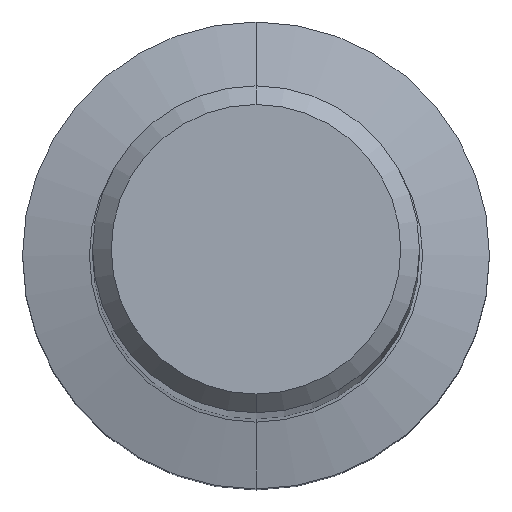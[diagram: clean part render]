
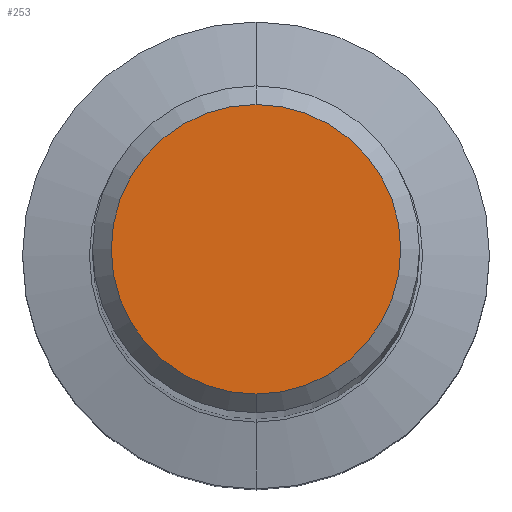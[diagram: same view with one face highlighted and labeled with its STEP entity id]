
A CAD part, top view. The second image highlights one B-rep face of the part: STEP entity #253.
In plain terms, the highlighted planar face has unit normal (0, 0, 1).
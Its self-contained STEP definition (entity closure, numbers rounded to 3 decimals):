
#187=VERTEX_POINT('',#394);
#205=EDGE_CURVE('',#245,#187,#414,.T.);
#245=VERTEX_POINT('',#460);
#253=ADVANCED_FACE('',(#469),#470,.T.);
#297=EDGE_CURVE('',#187,#245,#520,.T.);
#394=CARTESIAN_POINT('',(0.,-3.1,0.0));
#414=CIRCLE('',#653,3.1);
#460=CARTESIAN_POINT('',(0.0,3.1,0.0));
#469=FACE_OUTER_BOUND('',#727,.T.);
#470=PLANE('',#728);
#520=CIRCLE('',#793,3.1);
#653=AXIS2_PLACEMENT_3D('',#920,#921,#922);
#727=EDGE_LOOP('',(#985,#986));
#728=AXIS2_PLACEMENT_3D('',#987,#988,#989);
#793=AXIS2_PLACEMENT_3D('',#1060,#1061,#1062);
#920=CARTESIAN_POINT('',(0.0,0.0,0.0));
#921=DIRECTION('',(0.0,0.0,-1.0));
#922=DIRECTION('',(0.0,1.0,0.0));
#985=ORIENTED_EDGE('',*,*,#205,.F.);
#986=ORIENTED_EDGE('',*,*,#297,.F.);
#987=CARTESIAN_POINT('',(0.0,1.55,0.0));
#988=DIRECTION('',(-0.0,0.0,1.0));
#989=DIRECTION('',(0.0,-1.0,0.0));
#1060=CARTESIAN_POINT('',(0.0,0.0,0.0));
#1061=DIRECTION('',(0.0,0.0,-1.0));
#1062=DIRECTION('',(0.0,1.0,0.0));
